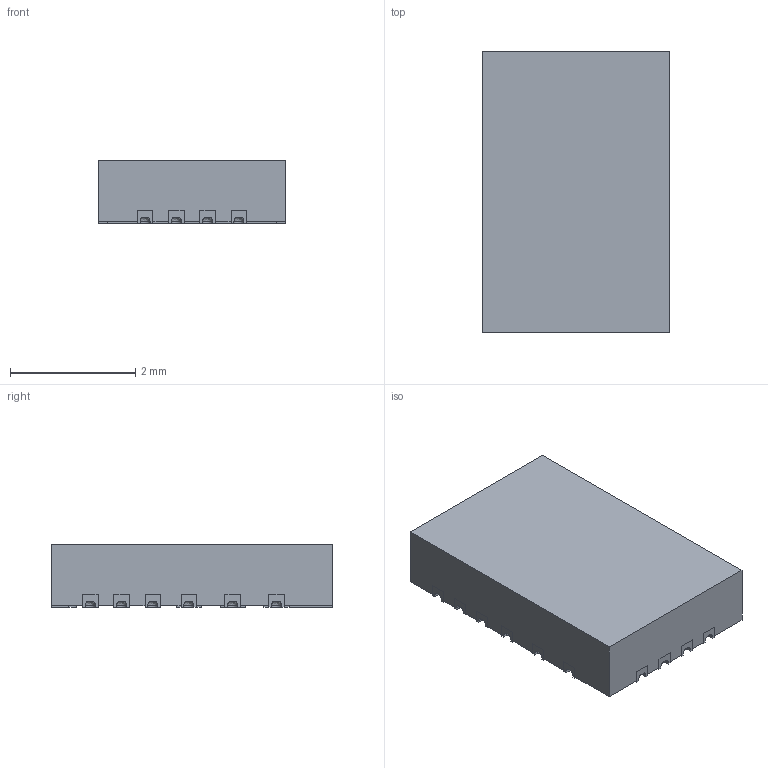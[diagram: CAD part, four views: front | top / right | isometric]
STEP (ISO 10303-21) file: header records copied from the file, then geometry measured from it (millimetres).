
FILE_DESCRIPTION((''),'2;1');
FILE_NAME('RXY0014A_ASM','2020-08-07T08:28:34',('a0412086'),(''),'CREO PARAMETRIC BY PTC INC, 2019292','CREO PARAMETRIC BY PTC INC, 2019292','');
FILE_SCHEMA(('AUTOMOTIVE_DESIGN { 1 0 10303 214 1 1 1 1 }'));
Length unit declared in the file: millimetre
Products named in the file (3): FRAME; MOLD; RXY0014A_ASM
Assembly tree (2 placements, depth 2):
  RXY0014A_ASM
    FRAME
    MOLD
Bounding box: 3 x 4.5 x 1 mm (x, y, z)
Volume: 13.3 mm3; surface area: 64.4 mm2
Topology: 15 solids, 15 shells, 377 faces, 1001 edges, 654 vertices
Faces by surface type: plane 270, cylinder 87, bspline 20
Entity records: 15455 total; most frequent: CARTESIAN_POINT 2584, ORIENTED_EDGE 2002, DIRECTION 1919, PRESENTATION_STYLE_ASSIGNMENT 1036, STYLED_ITEM 1016, CURVE_STYLE 1001, EDGE_CURVE 1001, VECTOR 807
